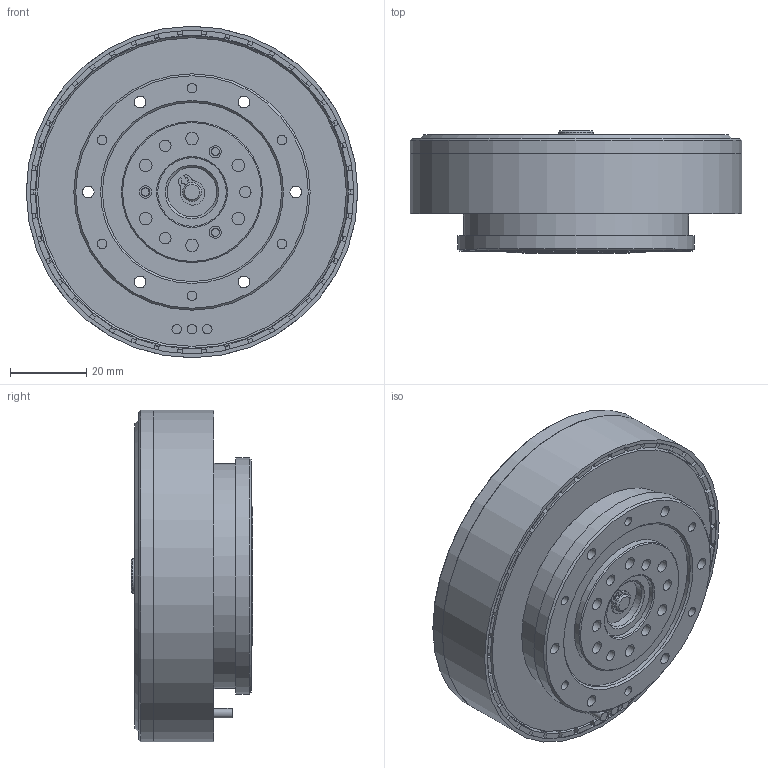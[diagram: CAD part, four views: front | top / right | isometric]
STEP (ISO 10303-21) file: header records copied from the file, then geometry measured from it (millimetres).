
FILE_DESCRIPTION (( 'STEP AP214' ), '1' );
FILE_NAME ('AKE80-8-KV30.STEP', '2024-05-08T06:33:20', ( '' ), ( '' ), 'SwSTEP 2.0', 'SolidWorks 2020', '' );
FILE_SCHEMA (( 'AUTOMOTIVE_DESIGN' ));
Length unit declared in the file: millimetre
Products named in the file (1): AKE80-8-KV30
Bounding box: 87 x 32 x 87 mm (x, y, z)
Surface area: 52295.6 mm2 (no closed solid volume)
Topology: 0 solids, 67 shells, 488 faces, 1448 edges, 1028 vertices
Faces by surface type: plane 336, cylinder 128, cone 23, torus 1
Full cylindrical faces by diameter (mm): 2.5 x9, 3 x3, 3.1 x6, 3.2 x3, 3.3 x6, 4.4 x6, 4.5 x1, 5 x2, 6 x1, 9 x1, 13 x1, 18 x1, 22 x1, 22.2 x1, 36 x1, 37 x2, 47 x3, 50 x2, 58.5 x1, 59.1 x1, 62 x1, 81 x1, 83 x1, 85 x1, 87 x2
Entity records: 21127 total; most frequent: CARTESIAN_POINT 2976, DIRECTION 2700, ORIENTED_EDGE 2224, EDGE_CURVE 1348, VERTEX_POINT 1007, VECTOR 926, LINE 926, AXIS2_PLACEMENT_3D 887
